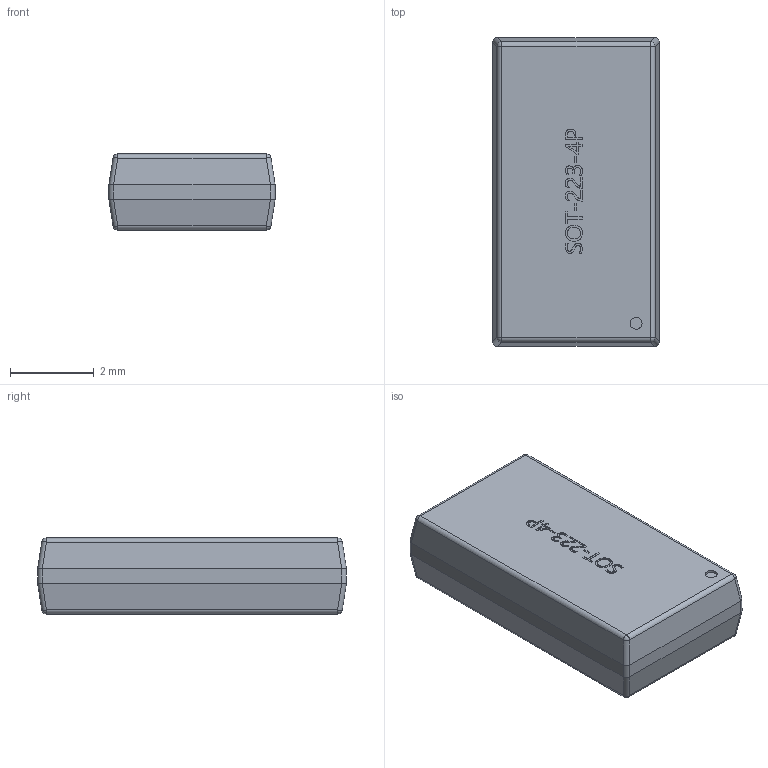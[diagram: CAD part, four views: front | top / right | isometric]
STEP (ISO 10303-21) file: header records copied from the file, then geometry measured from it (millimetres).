
FILE_DESCRIPTION(/* description */ (''),/* implementation_level */ '2;1');
FILE_NAME(/* name */ '3D_AMS1117 v1.step',/* time_stamp */ '2022-03-25T22:57:09+08:00',/* author */ (''),/* organization */ (''),/* preprocessor_version */ 'ST-DEVELOPER v18.1',/* originating_system */ 'Autodesk Translation Framework v10.13.0.1454',/* authorisation */ '');
FILE_SCHEMA (('AUTOMOTIVE_DESIGN { 1 0 10303 214 3 1 1 }'));
Length unit declared in the file: millimetre
Products named in the file (4): 3D_AMS1117; U1; SOT-223-4_L6.5-W3.5-P2.30-LS7.0-BR; SOLID
Assembly tree (3 placements, depth 4):
  3D_AMS1117
    U1
      SOT-223-4_L6.5-W3.5-P2.30-LS7.0-BR
        SOLID
Bounding box: 3.97 x 7.37 x 1.81 mm (x, y, z)
Volume: 51 mm3; surface area: 92.7 mm2
Topology: 1 solids, 1 shells, 224 faces, 579 edges, 378 vertices
Faces by surface type: plane 127, bspline 68, cylinder 21, sphere 8
Full cylindrical faces by diameter (mm): 0.283 x1
Entity records: 10799 total; most frequent: CARTESIAN_POINT 5520, ORIENTED_EDGE 1158, DIRECTION 803, EDGE_CURVE 579, LINE 393, VECTOR 393, VERTEX_POINT 378, EDGE_LOOP 245
